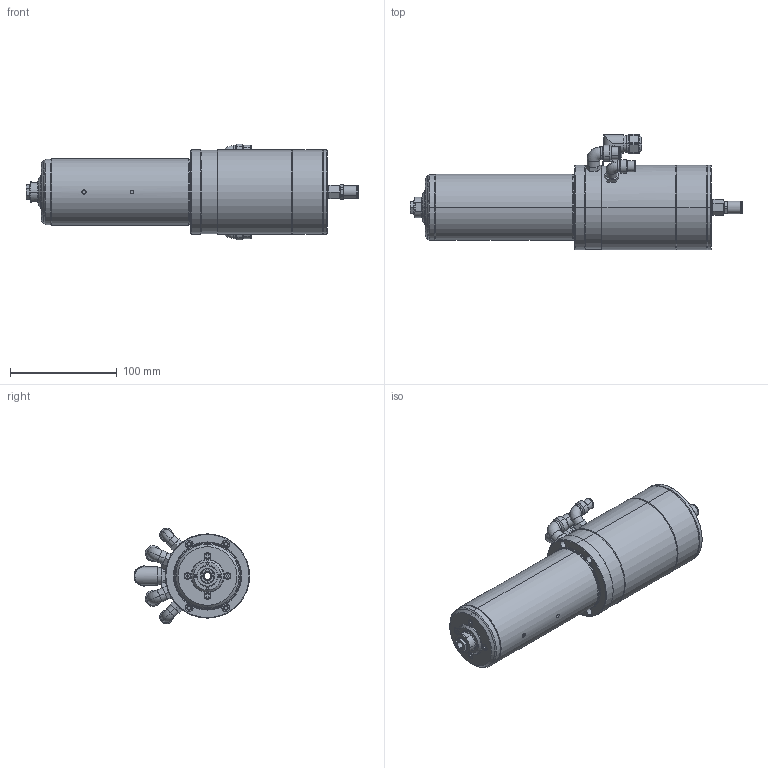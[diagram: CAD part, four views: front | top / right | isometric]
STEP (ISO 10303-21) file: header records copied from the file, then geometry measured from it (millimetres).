
FILE_DESCRIPTION (( 'STEP AP203' ), '1' );
FILE_NAME ('062A060P-02-.STEP', '2013-10-01T05:51:52', ( '' ), ( '' ), 'SwSTEP 2.0', 'SolidWorks 2012', '' );
FILE_SCHEMA (( 'CONFIG_CONTROL_DESIGN' ));
Length unit declared in the file: millimetre
Products named in the file (1): 062A060P-02-
Bounding box: 311.21 x 108 x 89.73 mm (x, y, z)
Surface area: 104133.1 mm2 (no closed solid volume)
Topology: 0 solids, 34 shells, 430 faces, 1362 edges, 971 vertices
Faces by surface type: cylinder 170, plane 155, cone 87, torus 18
Entity records: 16206 total; most frequent: CARTESIAN_POINT 3602, DIRECTION 2858, ORIENTED_EDGE 2214, EDGE_CURVE 1360, AXIS2_PLACEMENT_3D 1155, VERTEX_POINT 971, CIRCLE 724, EDGE_LOOP 585
